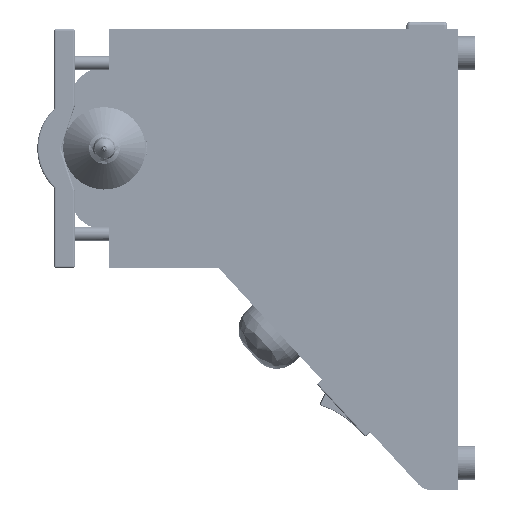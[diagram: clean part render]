
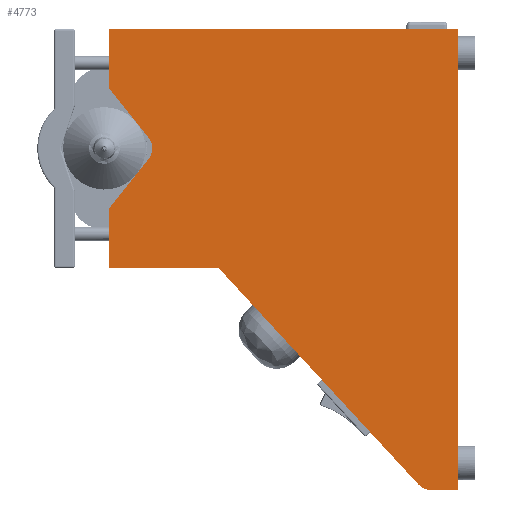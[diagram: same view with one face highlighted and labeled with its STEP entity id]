
A CAD part, left-side view. The second image highlights one B-rep face of the part: STEP entity #4773.
In plain terms, the highlighted free-form (B-spline) face has degree [1, 1] with [2, 2] control points.
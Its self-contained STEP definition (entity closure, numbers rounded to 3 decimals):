
#4479 = VERTEX_POINT('',#4480);
#4480 = CARTESIAN_POINT('',(-168.446,101.068,
    56.974));
#4493 = VERTEX_POINT('',#4494);
#4494 = CARTESIAN_POINT('',(-168.446,101.068,
    39.634));
#4499 = EDGE_CURVE('',#4479,#4493,#4500,.T.);
#4500 = B_SPLINE_CURVE_WITH_KNOTS('',1,(#4501,#4502),.UNSPECIFIED.,.F.,
  .F.,(2,2),(90.236,107.736),.PIECEWISE_BEZIER_KNOTS.);
#4501 = CARTESIAN_POINT('',(-168.446,101.068,
    56.974));
#4502 = CARTESIAN_POINT('',(-168.446,101.068,
    39.634));
#4773 = ADVANCED_FACE('',(#4774),#4847,.T.);
#4774 = FACE_BOUND('',#4775,.T.);
#4775 = EDGE_LOOP('',(#4776,#4783,#4784,#4791,#4798,#4806,#4813,#4820,
    #4827,#4834,#4841));
#4776 = ORIENTED_EDGE('',*,*,#4777,.F.);
#4777 = EDGE_CURVE('',#4479,#4778,#4780,.T.);
#4778 = VERTEX_POINT('',#4779);
#4779 = CARTESIAN_POINT('',(-168.446,89.672,
    71.22));
#4780 = B_SPLINE_CURVE_WITH_KNOTS('',1,(#4781,#4782),.UNSPECIFIED.,.F.,
  .F.,(2,2),(-22.411,-4.),.PIECEWISE_BEZIER_KNOTS.);
#4781 = CARTESIAN_POINT('',(-168.446,101.068,
    56.974));
#4782 = CARTESIAN_POINT('',(-168.446,89.672,
    71.22));
#4783 = ORIENTED_EDGE('',*,*,#4499,.T.);
#4784 = ORIENTED_EDGE('',*,*,#4785,.F.);
#4785 = EDGE_CURVE('',#4786,#4493,#4788,.T.);
#4786 = VERTEX_POINT('',#4787);
#4787 = CARTESIAN_POINT('',(-168.446,69.36,
    39.634));
#4788 = B_SPLINE_CURVE_WITH_KNOTS('',1,(#4789,#4790),.UNSPECIFIED.,.F.,
  .F.,(2,2),(70.,102.),.PIECEWISE_BEZIER_KNOTS.);
#4789 = CARTESIAN_POINT('',(-168.446,69.36,
    39.634));
#4790 = CARTESIAN_POINT('',(-168.446,101.068,
    39.634));
#4791 = ORIENTED_EDGE('',*,*,#4792,.T.);
#4792 = EDGE_CURVE('',#4786,#4793,#4795,.T.);
#4793 = VERTEX_POINT('',#4794);
#4794 = CARTESIAN_POINT('',(-168.446,11.38,
    -23.178));
#4795 = B_SPLINE_CURVE_WITH_KNOTS('',1,(#4796,#4797),.UNSPECIFIED.,.F.,
  .F.,(2,2),(3.957,90.227),.PIECEWISE_BEZIER_KNOTS.);
#4796 = CARTESIAN_POINT('',(-168.446,69.36,
    39.634));
#4797 = CARTESIAN_POINT('',(-168.446,11.38,
    -23.178));
#4798 = ORIENTED_EDGE('',*,*,#4799,.T.);
#4799 = EDGE_CURVE('',#4793,#4800,#4802,.T.);
#4800 = VERTEX_POINT('',#4801);
#4801 = CARTESIAN_POINT('',(-168.446,7.739,
    -24.772));
#4802 = ( BOUNDED_CURVE() B_SPLINE_CURVE(2,(#4803,#4804,#4805),
.UNSPECIFIED.,.F.,.F.) B_SPLINE_CURVE_WITH_KNOTS((3,3),(2.316,
3.142),.PIECEWISE_BEZIER_KNOTS.) CURVE() 
GEOMETRIC_REPRESENTATION_ITEM() RATIONAL_B_SPLINE_CURVE((1.,
0.916,1.)) REPRESENTATION_ITEM('') );
#4803 = CARTESIAN_POINT('',(-168.446,11.38,
    -23.178));
#4804 = CARTESIAN_POINT('',(-168.446,9.909,
    -24.772));
#4805 = CARTESIAN_POINT('',(-168.446,7.739,
    -24.772));
#4806 = ORIENTED_EDGE('',*,*,#4807,.F.);
#4807 = EDGE_CURVE('',#4808,#4800,#4810,.T.);
#4808 = VERTEX_POINT('',#4809);
#4809 = CARTESIAN_POINT('',(-168.446,0.,
    -24.772));
#4810 = B_SPLINE_CURVE_WITH_KNOTS('',1,(#4811,#4812),.UNSPECIFIED.,.F.,
  .F.,(2,2),(0.,7.811),
  .PIECEWISE_BEZIER_KNOTS.);
#4811 = CARTESIAN_POINT('',(-168.446,0.,
    -24.772));
#4812 = CARTESIAN_POINT('',(-168.446,7.739,
    -24.772));
#4813 = ORIENTED_EDGE('',*,*,#4814,.F.);
#4814 = EDGE_CURVE('',#4815,#4808,#4817,.T.);
#4815 = VERTEX_POINT('',#4816);
#4816 = CARTESIAN_POINT('',(-168.446,0.,
    108.995));
#4817 = B_SPLINE_CURVE_WITH_KNOTS('',1,(#4818,#4819),.UNSPECIFIED.,.F.,
  .F.,(2,2),(-0.,135.),.PIECEWISE_BEZIER_KNOTS.);
#4818 = CARTESIAN_POINT('',(-168.446,0.,
    108.995));
#4819 = CARTESIAN_POINT('',(-168.446,0.,
    -24.772));
#4820 = ORIENTED_EDGE('',*,*,#4821,.T.);
#4821 = EDGE_CURVE('',#4815,#4822,#4824,.T.);
#4822 = VERTEX_POINT('',#4823);
#4823 = CARTESIAN_POINT('',(-168.446,101.068,
    108.995));
#4824 = B_SPLINE_CURVE_WITH_KNOTS('',1,(#4825,#4826),.UNSPECIFIED.,.F.,
  .F.,(2,2),(0.,102.),.PIECEWISE_BEZIER_KNOTS.);
#4825 = CARTESIAN_POINT('',(-168.446,0.,
    108.995));
#4826 = CARTESIAN_POINT('',(-168.446,101.068,
    108.995));
#4827 = ORIENTED_EDGE('',*,*,#4828,.T.);
#4828 = EDGE_CURVE('',#4822,#4829,#4831,.T.);
#4829 = VERTEX_POINT('',#4830);
#4830 = CARTESIAN_POINT('',(-168.446,101.068,
    91.655));
#4831 = B_SPLINE_CURVE_WITH_KNOTS('',1,(#4832,#4833),.UNSPECIFIED.,.F.,
  .F.,(2,2),(37.736,55.236),.PIECEWISE_BEZIER_KNOTS.);
#4832 = CARTESIAN_POINT('',(-168.446,101.068,
    108.995));
#4833 = CARTESIAN_POINT('',(-168.446,101.068,
    91.655));
#4834 = ORIENTED_EDGE('',*,*,#4835,.F.);
#4835 = EDGE_CURVE('',#4836,#4829,#4838,.T.);
#4836 = VERTEX_POINT('',#4837);
#4837 = CARTESIAN_POINT('',(-168.446,89.672,
    77.409));
#4838 = B_SPLINE_CURVE_WITH_KNOTS('',1,(#4839,#4840),.UNSPECIFIED.,.F.,
  .F.,(2,2),(4.,22.411),.PIECEWISE_BEZIER_KNOTS.);
#4839 = CARTESIAN_POINT('',(-168.446,89.672,
    77.409));
#4840 = CARTESIAN_POINT('',(-168.446,101.068,
    91.655));
#4841 = ORIENTED_EDGE('',*,*,#4842,.T.);
#4842 = EDGE_CURVE('',#4836,#4778,#4843,.T.);
#4843 = ( BOUNDED_CURVE() B_SPLINE_CURVE(2,(#4844,#4845,#4846),
.UNSPECIFIED.,.F.,.F.) B_SPLINE_CURVE_WITH_KNOTS((3,3),(0.896,
2.246),.PIECEWISE_BEZIER_KNOTS.) CURVE() 
GEOMETRIC_REPRESENTATION_ITEM() RATIONAL_B_SPLINE_CURVE((1.,
0.781,1.)) REPRESENTATION_ITEM('') );
#4844 = CARTESIAN_POINT('',(-168.446,89.672,
    77.409));
#4845 = CARTESIAN_POINT('',(-168.446,87.196,
    74.315));
#4846 = CARTESIAN_POINT('',(-168.446,89.672,
    71.22));
#4847 = B_SPLINE_SURFACE_WITH_KNOTS('',1,1,(
    (#4848,#4849)
    ,(#4850,#4851
    )),.UNSPECIFIED.,.F.,.F.,.F.,(2,2),(2,2),(-135.,0.),(
    0.,102.),.PIECEWISE_BEZIER_KNOTS.);
#4848 = CARTESIAN_POINT('',(-168.446,0.,
    -24.772));
#4849 = CARTESIAN_POINT('',(-168.446,101.068,
    -24.772));
#4850 = CARTESIAN_POINT('',(-168.446,0.,
    108.995));
#4851 = CARTESIAN_POINT('',(-168.446,101.068,
    108.995));
